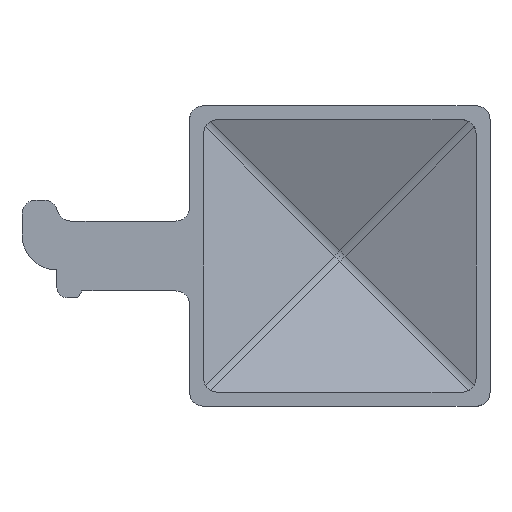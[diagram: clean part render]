
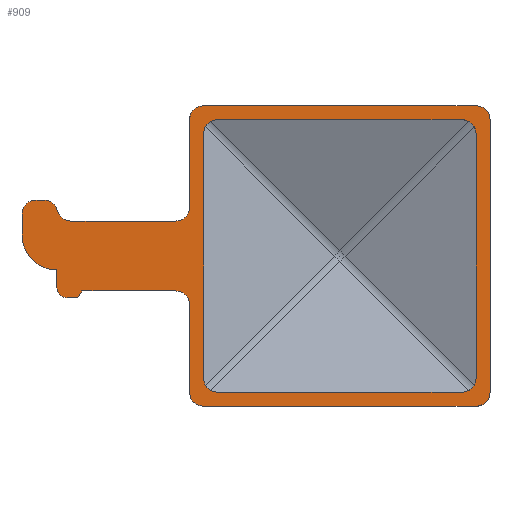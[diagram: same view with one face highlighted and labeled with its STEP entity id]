
A CAD part, top view. The second image highlights one B-rep face of the part: STEP entity #909.
In plain terms, the highlighted planar face has unit normal (0, 0, 1).
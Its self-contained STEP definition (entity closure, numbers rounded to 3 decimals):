
#15=FACE_BOUND('',#328,.T.);
#26=PLANE('',#1023);
#72=LINE('',#1493,#152);
#79=LINE('',#1511,#159);
#81=LINE('',#1518,#161);
#83=LINE('',#1521,#163);
#88=LINE('',#1536,#168);
#89=LINE('',#1540,#169);
#90=LINE('',#1543,#170);
#91=LINE('',#1549,#171);
#92=LINE('',#1553,#172);
#93=LINE('',#1557,#173);
#94=LINE('',#1561,#174);
#95=LINE('',#1562,#175);
#96=LINE('',#1563,#176);
#97=LINE('',#1564,#177);
#98=LINE('',#1566,#178);
#99=LINE('',#1569,#179);
#152=VECTOR('',#1203,10.);
#159=VECTOR('',#1218,10.);
#161=VECTOR('',#1226,10.);
#163=VECTOR('',#1230,10.);
#168=VECTOR('',#1247,10.);
#169=VECTOR('',#1250,10.);
#170=VECTOR('',#1253,10.);
#171=VECTOR('',#1258,10.);
#172=VECTOR('',#1261,10.);
#173=VECTOR('',#1264,10.);
#174=VECTOR('',#1267,10.);
#175=VECTOR('',#1268,10.);
#176=VECTOR('',#1269,10.);
#177=VECTOR('',#1270,10.);
#178=VECTOR('',#1271,10.);
#179=VECTOR('',#1274,10.);
#276=FACE_OUTER_BOUND('',#327,.T.);
#327=EDGE_LOOP('',(#738,#739,#740,#741,#742,#743,#744,#745,#746,#747,#748,
#749,#750,#751,#752,#753,#754,#755,#756,#757,#758,#759,#760));
#328=EDGE_LOOP('',(#761,#762,#763,#764,#765,#766,#767,#768));
#357=CIRCLE('',#972,2.);
#358=CIRCLE('',#978,2.);
#364=CIRCLE('',#997,2.);
#365=CIRCLE('',#1003,2.);
#367=CIRCLE('',#1008,2.);
#369=CIRCLE('',#1012,2.);
#370=CIRCLE('',#1021,2.);
#371=CIRCLE('',#1024,2.);
#372=CIRCLE('',#1025,2.);
#373=CIRCLE('',#1026,2.);
#374=CIRCLE('',#1027,2.);
#375=CIRCLE('',#1028,2.);
#376=CIRCLE('',#1029,5.);
#377=CIRCLE('',#1030,1.5);
#378=CIRCLE('',#1031,2.);
#398=VERTEX_POINT('',#1398);
#399=VERTEX_POINT('',#1400);
#403=VERTEX_POINT('',#1412);
#404=VERTEX_POINT('',#1414);
#420=VERTEX_POINT('',#1459);
#421=VERTEX_POINT('',#1461);
#425=VERTEX_POINT('',#1473);
#426=VERTEX_POINT('',#1475);
#430=VERTEX_POINT('',#1486);
#431=VERTEX_POINT('',#1488);
#432=VERTEX_POINT('',#1492);
#436=VERTEX_POINT('',#1501);
#437=VERTEX_POINT('',#1503);
#439=VERTEX_POINT('',#1509);
#441=VERTEX_POINT('',#1517);
#443=VERTEX_POINT('',#1529);
#445=VERTEX_POINT('',#1535);
#446=VERTEX_POINT('',#1537);
#447=VERTEX_POINT('',#1539);
#448=VERTEX_POINT('',#1541);
#449=VERTEX_POINT('',#1544);
#450=VERTEX_POINT('',#1546);
#451=VERTEX_POINT('',#1548);
#452=VERTEX_POINT('',#1550);
#453=VERTEX_POINT('',#1552);
#454=VERTEX_POINT('',#1554);
#455=VERTEX_POINT('',#1556);
#456=VERTEX_POINT('',#1558);
#457=VERTEX_POINT('',#1560);
#458=VERTEX_POINT('',#1565);
#459=VERTEX_POINT('',#1567);
#491=EDGE_CURVE('',#398,#399,#357,.T.);
#498=EDGE_CURVE('',#403,#404,#358,.T.);
#521=EDGE_CURVE('',#420,#421,#364,.T.);
#528=EDGE_CURVE('',#425,#426,#365,.T.);
#534=EDGE_CURVE('',#430,#431,#367,.T.);
#536=EDGE_CURVE('',#432,#431,#72,.T.);
#541=EDGE_CURVE('',#436,#437,#369,.T.);
#545=EDGE_CURVE('',#436,#439,#79,.T.);
#548=EDGE_CURVE('',#441,#421,#81,.T.);
#550=EDGE_CURVE('',#398,#404,#83,.T.);
#555=EDGE_CURVE('',#441,#443,#370,.T.);
#558=EDGE_CURVE('',#403,#445,#88,.T.);
#559=EDGE_CURVE('',#446,#445,#371,.T.);
#560=EDGE_CURVE('',#446,#447,#89,.T.);
#561=EDGE_CURVE('',#448,#447,#372,.T.);
#562=EDGE_CURVE('',#448,#437,#90,.T.);
#563=EDGE_CURVE('',#439,#449,#373,.T.);
#564=EDGE_CURVE('',#450,#449,#374,.T.);
#565=EDGE_CURVE('',#450,#451,#91,.T.);
#566=EDGE_CURVE('',#452,#451,#375,.T.);
#567=EDGE_CURVE('',#452,#453,#92,.T.);
#568=EDGE_CURVE('',#453,#454,#376,.T.);
#569=EDGE_CURVE('',#454,#455,#93,.T.);
#570=EDGE_CURVE('',#456,#455,#377,.T.);
#571=EDGE_CURVE('',#456,#457,#94,.T.);
#572=EDGE_CURVE('',#457,#432,#95,.T.);
#573=EDGE_CURVE('',#430,#399,#96,.T.);
#574=EDGE_CURVE('',#420,#426,#97,.T.);
#575=EDGE_CURVE('',#425,#458,#98,.T.);
#576=EDGE_CURVE('',#459,#458,#378,.T.);
#577=EDGE_CURVE('',#459,#443,#99,.T.);
#738=ORIENTED_EDGE('',*,*,#491,.F.);
#739=ORIENTED_EDGE('',*,*,#550,.T.);
#740=ORIENTED_EDGE('',*,*,#498,.F.);
#741=ORIENTED_EDGE('',*,*,#558,.T.);
#742=ORIENTED_EDGE('',*,*,#559,.F.);
#743=ORIENTED_EDGE('',*,*,#560,.T.);
#744=ORIENTED_EDGE('',*,*,#561,.F.);
#745=ORIENTED_EDGE('',*,*,#562,.T.);
#746=ORIENTED_EDGE('',*,*,#541,.F.);
#747=ORIENTED_EDGE('',*,*,#545,.T.);
#748=ORIENTED_EDGE('',*,*,#563,.T.);
#749=ORIENTED_EDGE('',*,*,#564,.F.);
#750=ORIENTED_EDGE('',*,*,#565,.T.);
#751=ORIENTED_EDGE('',*,*,#566,.F.);
#752=ORIENTED_EDGE('',*,*,#567,.T.);
#753=ORIENTED_EDGE('',*,*,#568,.T.);
#754=ORIENTED_EDGE('',*,*,#569,.T.);
#755=ORIENTED_EDGE('',*,*,#570,.F.);
#756=ORIENTED_EDGE('',*,*,#571,.T.);
#757=ORIENTED_EDGE('',*,*,#572,.T.);
#758=ORIENTED_EDGE('',*,*,#536,.T.);
#759=ORIENTED_EDGE('',*,*,#534,.F.);
#760=ORIENTED_EDGE('',*,*,#573,.T.);
#761=ORIENTED_EDGE('',*,*,#548,.T.);
#762=ORIENTED_EDGE('',*,*,#521,.F.);
#763=ORIENTED_EDGE('',*,*,#574,.T.);
#764=ORIENTED_EDGE('',*,*,#528,.F.);
#765=ORIENTED_EDGE('',*,*,#575,.T.);
#766=ORIENTED_EDGE('',*,*,#576,.F.);
#767=ORIENTED_EDGE('',*,*,#577,.T.);
#768=ORIENTED_EDGE('',*,*,#555,.F.);
#909=ADVANCED_FACE('',(#276,#15),#26,.T.);
#972=AXIS2_PLACEMENT_3D('',#1401,#1106,#1107);
#978=AXIS2_PLACEMENT_3D('',#1415,#1121,#1122);
#997=AXIS2_PLACEMENT_3D('',#1462,#1170,#1171);
#1003=AXIS2_PLACEMENT_3D('',#1476,#1185,#1186);
#1008=AXIS2_PLACEMENT_3D('',#1489,#1198,#1199);
#1012=AXIS2_PLACEMENT_3D('',#1504,#1211,#1212);
#1021=AXIS2_PLACEMENT_3D('',#1530,#1240,#1241);
#1023=AXIS2_PLACEMENT_3D('',#1534,#1245,#1246);
#1024=AXIS2_PLACEMENT_3D('',#1538,#1248,#1249);
#1025=AXIS2_PLACEMENT_3D('',#1542,#1251,#1252);
#1026=AXIS2_PLACEMENT_3D('',#1545,#1254,#1255);
#1027=AXIS2_PLACEMENT_3D('',#1547,#1256,#1257);
#1028=AXIS2_PLACEMENT_3D('',#1551,#1259,#1260);
#1029=AXIS2_PLACEMENT_3D('',#1555,#1262,#1263);
#1030=AXIS2_PLACEMENT_3D('',#1559,#1265,#1266);
#1031=AXIS2_PLACEMENT_3D('',#1568,#1272,#1273);
#1106=DIRECTION('center_axis',(0.,0.,-1.));
#1107=DIRECTION('ref_axis',(-0.707,-0.707,0.));
#1121=DIRECTION('center_axis',(0.,0.,-1.));
#1122=DIRECTION('ref_axis',(0.707,-0.707,0.));
#1170=DIRECTION('center_axis',(0.,0.,1.));
#1171=DIRECTION('ref_axis',(-0.707,-0.707,0.));
#1185=DIRECTION('center_axis',(0.,0.,1.));
#1186=DIRECTION('ref_axis',(-0.707,0.707,0.));
#1198=DIRECTION('center_axis',(0.,0.,1.));
#1199=DIRECTION('ref_axis',(0.707,0.707,0.));
#1203=DIRECTION('',(1.,0.,0.));
#1211=DIRECTION('center_axis',(0.,0.,1.));
#1212=DIRECTION('ref_axis',(0.707,-0.707,0.));
#1218=DIRECTION('',(-1.,0.,0.));
#1226=DIRECTION('',(-1.,0.,0.));
#1230=DIRECTION('',(1.,0.,0.));
#1240=DIRECTION('center_axis',(0.,0.,1.));
#1241=DIRECTION('ref_axis',(0.707,-0.707,0.));
#1245=DIRECTION('center_axis',(0.,0.,1.));
#1246=DIRECTION('ref_axis',(1.,0.,0.));
#1247=DIRECTION('',(0.,1.,0.));
#1248=DIRECTION('center_axis',(0.,0.,-1.));
#1249=DIRECTION('ref_axis',(0.707,0.707,0.));
#1250=DIRECTION('',(-1.,0.,0.));
#1251=DIRECTION('center_axis',(0.,0.,-1.));
#1252=DIRECTION('ref_axis',(-0.707,0.707,0.));
#1253=DIRECTION('',(0.,-1.,0.));
#1254=DIRECTION('center_axis',(0.,0.,-1.));
#1255=DIRECTION('ref_axis',(1.,0.,0.));
#1256=DIRECTION('center_axis',(0.,0.,-1.));
#1257=DIRECTION('ref_axis',(0.,-1.,0.));
#1258=DIRECTION('',(-1.,0.,0.));
#1259=DIRECTION('center_axis',(0.,0.,-1.));
#1260=DIRECTION('ref_axis',(-0.707,0.707,0.));
#1261=DIRECTION('',(0.,-1.,0.));
#1262=DIRECTION('center_axis',(0.,0.,1.));
#1263=DIRECTION('ref_axis',(-1.,0.,0.));
#1264=DIRECTION('',(0.,-1.,0.));
#1265=DIRECTION('center_axis',(0.,0.,-1.));
#1266=DIRECTION('ref_axis',(-0.707,-0.707,0.));
#1267=DIRECTION('',(1.,0.,0.));
#1268=DIRECTION('',(0.5,0.866,0.));
#1269=DIRECTION('',(0.,-1.,0.));
#1270=DIRECTION('',(0.,1.,0.));
#1271=DIRECTION('',(1.,0.,0.));
#1272=DIRECTION('center_axis',(0.,0.,1.));
#1273=DIRECTION('ref_axis',(0.707,0.707,0.));
#1274=DIRECTION('',(0.,-1.,0.));
#1398=CARTESIAN_POINT('',(32.,-21.5,0.));
#1400=CARTESIAN_POINT('',(30.,-19.5,0.));
#1401=CARTESIAN_POINT('Origin',(32.,-19.5,0.));
#1412=CARTESIAN_POINT('',(73.,-19.5,0.));
#1414=CARTESIAN_POINT('',(71.,-21.5,0.));
#1415=CARTESIAN_POINT('Origin',(71.,-19.5,0.));
#1459=CARTESIAN_POINT('',(32.,-17.5,0.));
#1461=CARTESIAN_POINT('',(34.,-19.5,0.));
#1462=CARTESIAN_POINT('Origin',(34.,-17.5,0.));
#1473=CARTESIAN_POINT('',(34.,19.5,0.));
#1475=CARTESIAN_POINT('',(32.,17.5,0.));
#1476=CARTESIAN_POINT('Origin',(34.,17.5,0.));
#1486=CARTESIAN_POINT('',(30.,-7.,0.));
#1488=CARTESIAN_POINT('',(28.,-5.,0.));
#1489=CARTESIAN_POINT('Origin',(28.,-7.,0.));
#1492=CARTESIAN_POINT('',(14.577,-5.,0.));
#1493=CARTESIAN_POINT('',(18.,-5.,0.));
#1501=CARTESIAN_POINT('',(28.,5.,0.));
#1503=CARTESIAN_POINT('',(30.,7.,0.));
#1504=CARTESIAN_POINT('Origin',(28.,7.,0.));
#1509=CARTESIAN_POINT('',(13.,5.,0.));
#1511=CARTESIAN_POINT('',(30.,5.,0.));
#1517=CARTESIAN_POINT('',(69.,-19.5,0.));
#1518=CARTESIAN_POINT('',(62.25,-19.5,0.));
#1521=CARTESIAN_POINT('',(30.,-21.5,0.));
#1529=CARTESIAN_POINT('',(71.,-17.5,0.));
#1530=CARTESIAN_POINT('Origin',(69.,-17.5,0.));
#1534=CARTESIAN_POINT('Origin',(51.5,0.,0.));
#1535=CARTESIAN_POINT('',(73.,19.5,0.));
#1536=CARTESIAN_POINT('',(73.,-21.5,0.));
#1537=CARTESIAN_POINT('',(71.,21.5,0.));
#1538=CARTESIAN_POINT('Origin',(71.,19.5,0.));
#1539=CARTESIAN_POINT('',(32.,21.5,0.));
#1540=CARTESIAN_POINT('',(73.,21.5,0.));
#1541=CARTESIAN_POINT('',(30.,19.5,0.));
#1542=CARTESIAN_POINT('Origin',(32.,19.5,0.));
#1543=CARTESIAN_POINT('',(30.,21.5,0.));
#1544=CARTESIAN_POINT('',(11.064,6.5,0.));
#1545=CARTESIAN_POINT('Origin',(13.,7.,0.));
#1546=CARTESIAN_POINT('',(9.127,8.,0.));
#1547=CARTESIAN_POINT('Origin',(9.127,6.,0.));
#1548=CARTESIAN_POINT('',(8.,8.,0.));
#1549=CARTESIAN_POINT('',(11.,8.,0.));
#1550=CARTESIAN_POINT('',(6.,6.,0.));
#1551=CARTESIAN_POINT('Origin',(8.,6.,0.));
#1552=CARTESIAN_POINT('',(6.,3.,0.));
#1553=CARTESIAN_POINT('',(6.,8.,0.));
#1554=CARTESIAN_POINT('',(11.,-2.,0.));
#1555=CARTESIAN_POINT('Origin',(11.,3.,0.));
#1556=CARTESIAN_POINT('',(11.,-4.5,0.));
#1557=CARTESIAN_POINT('',(11.,-2.,0.));
#1558=CARTESIAN_POINT('',(12.5,-6.,0.));
#1559=CARTESIAN_POINT('Origin',(12.5,-4.5,0.));
#1560=CARTESIAN_POINT('',(14.,-6.,0.));
#1561=CARTESIAN_POINT('',(11.,-6.,0.));
#1562=CARTESIAN_POINT('',(14.,-6.,0.));
#1563=CARTESIAN_POINT('',(30.,21.5,0.));
#1564=CARTESIAN_POINT('',(32.,-10.75,0.));
#1565=CARTESIAN_POINT('',(69.,19.5,0.));
#1566=CARTESIAN_POINT('',(40.75,19.5,0.));
#1567=CARTESIAN_POINT('',(71.,17.5,0.));
#1568=CARTESIAN_POINT('Origin',(69.,17.5,0.));
#1569=CARTESIAN_POINT('',(71.,10.75,0.));
